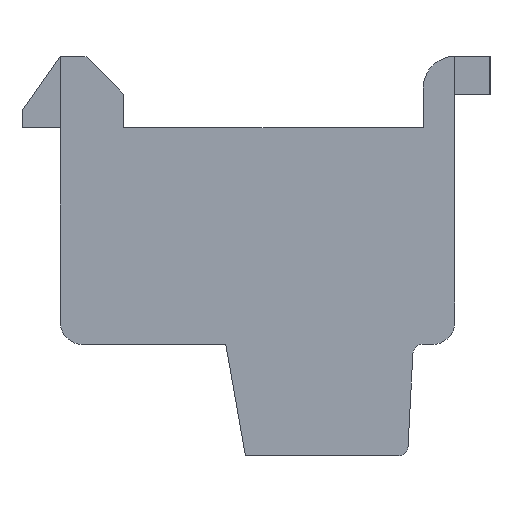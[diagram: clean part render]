
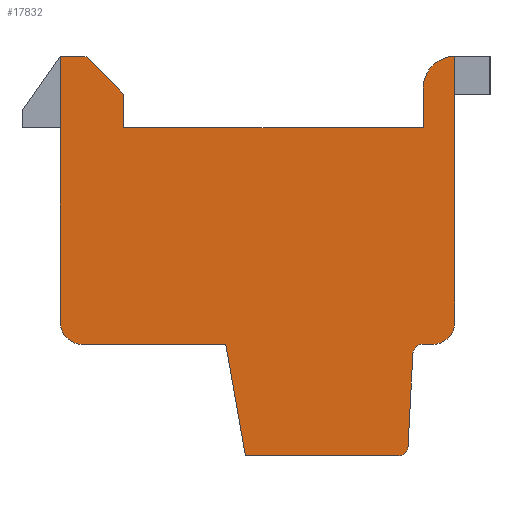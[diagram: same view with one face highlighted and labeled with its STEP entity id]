
A CAD part, left-side view. The second image highlights one B-rep face of the part: STEP entity #17832.
In plain terms, the highlighted planar face has unit normal (-1, 0, 0).
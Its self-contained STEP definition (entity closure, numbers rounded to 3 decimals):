
#1=CARTESIAN_POINT('',(0.,-5.55,-2.075));
#2=DIRECTION('',(1.,0.,0.));
#3=DIRECTION('',(0.,-1.,0.));
#4=AXIS2_PLACEMENT_3D('',#1,#2,#3);
#6=DIRECTION('',(0.,1.,0.));
#7=VECTOR('',#6,0.323);
#8=CARTESIAN_POINT('',(0.,-5.55,-2.775));
#9=LINE('',#8,#7);
#10=CARTESIAN_POINT('',(0.,-5.227,-3.075));
#11=DIRECTION('',(-1.,0.,0.));
#12=DIRECTION('',(0.,0.,1.));
#13=AXIS2_PLACEMENT_3D('',#10,#11,#12);
#15=DIRECTION('',(0.,0.052,-0.999));
#16=VECTOR('',#15,2.904);
#17=CARTESIAN_POINT('',(0.,-4.927,-3.075));
#18=LINE('',#17,#16);
#19=CARTESIAN_POINT('',(0.,-4.475,-5.975));
#20=DIRECTION('',(1.,0.,0.));
#21=DIRECTION('',(0.,-1.,0.));
#22=AXIS2_PLACEMENT_3D('',#19,#20,#21);
#24=DIRECTION('',(0.,1.,0.));
#25=VECTOR('',#24,4.808);
#26=CARTESIAN_POINT('',(0.,-4.475,-6.275));
#27=LINE('',#26,#25);
#28=DIRECTION('',(0.,0.174,0.985));
#29=VECTOR('',#28,3.554);
#30=CARTESIAN_POINT('',(0.,0.333,-6.275));
#31=LINE('',#30,#29);
#32=DIRECTION('',(0.,1.,0.));
#33=VECTOR('',#32,4.5);
#34=CARTESIAN_POINT('',(0.,0.95,-2.775));
#35=LINE('',#34,#33);
#36=CARTESIAN_POINT('',(0.,5.45,-2.075));
#37=DIRECTION('',(1.,0.,0.));
#38=DIRECTION('',(0.,0.,-1.));
#39=AXIS2_PLACEMENT_3D('',#36,#37,#38);
#41=CARTESIAN_POINT('',(0.,6.072,6.125));
#42=DIRECTION('',(1.,0.,0.));
#43=DIRECTION('',(0.,0.521,0.854));
#44=AXIS2_PLACEMENT_3D('',#41,#42,#43);
#46=DIRECTION('',(0.,-1.,0.));
#47=VECTOR('',#46,0.66);
#48=CARTESIAN_POINT('',(0.,6.072,6.275));
#49=LINE('',#48,#47);
#50=CARTESIAN_POINT('',(0.,5.412,6.125));
#51=DIRECTION('',(1.,0.,0.));
#52=DIRECTION('',(0.,0.,1.));
#53=AXIS2_PLACEMENT_3D('',#50,#51,#52);
#55=DIRECTION('',(0.,-0.707,-0.707));
#56=VECTOR('',#55,1.573);
#57=CARTESIAN_POINT('',(0.,5.306,6.231));
#58=LINE('',#57,#56);
#59=CARTESIAN_POINT('',(0.,4.3,5.013));
#60=DIRECTION('',(1.,0.,0.));
#61=DIRECTION('',(0.,-0.707,0.707));
#62=AXIS2_PLACEMENT_3D('',#59,#60,#61);
#64=DIRECTION('',(0.,0.,-1.));
#65=VECTOR('',#64,0.988);
#66=CARTESIAN_POINT('',(0.,4.15,5.013));
#67=LINE('',#66,#65);
#68=DIRECTION('',(0.,-1.,0.));
#69=VECTOR('',#68,9.4);
#70=CARTESIAN_POINT('',(0.,4.15,4.025));
#71=LINE('',#70,#69);
#72=DIRECTION('',(0.,0.,1.));
#73=VECTOR('',#72,1.25);
#74=CARTESIAN_POINT('',(0.,-5.25,4.025));
#75=LINE('',#74,#73);
#76=CARTESIAN_POINT('',(0.,-6.25,5.275));
#77=DIRECTION('',(1.,0.,0.));
#78=DIRECTION('',(0.,1.,0.));
#79=AXIS2_PLACEMENT_3D('',#76,#77,#78);
#433=DIRECTION('',(0.,0.,1.));
#434=VECTOR('',#433,8.35);
#435=CARTESIAN_POINT('',(0.,-6.25,-2.075));
#436=LINE('',#435,#434);
#8197=DIRECTION('',(0.,0.,-1.));
#8198=VECTOR('',#8197,8.328);
#8199=CARTESIAN_POINT('',(0.,6.15,6.253));
#8200=LINE('',#8199,#8198);
#13553=CARTESIAN_POINT('',(0.,6.072,6.275));
#13554=CARTESIAN_POINT('',(0.,5.412,6.275));
#13555=VERTEX_POINT('',#13553);
#13556=VERTEX_POINT('',#13554);
#13557=CARTESIAN_POINT('',(0.,5.306,6.231));
#13558=VERTEX_POINT('',#13557);
#13559=CARTESIAN_POINT('',(0.,4.194,5.119));
#13560=VERTEX_POINT('',#13559);
#13561=CARTESIAN_POINT('',(0.,4.15,5.013));
#13562=VERTEX_POINT('',#13561);
#13563=CARTESIAN_POINT('',(0.,4.15,4.025));
#13564=VERTEX_POINT('',#13563);
#13565=CARTESIAN_POINT('',(0.,-5.25,4.025));
#13566=VERTEX_POINT('',#13565);
#13567=CARTESIAN_POINT('',(0.,-5.25,5.275));
#13568=VERTEX_POINT('',#13567);
#13569=CARTESIAN_POINT('',(0.,-6.25,-2.075));
#13570=CARTESIAN_POINT('',(0.,-5.55,-2.775));
#13571=VERTEX_POINT('',#13569);
#13572=VERTEX_POINT('',#13570);
#13573=CARTESIAN_POINT('',(0.,-5.227,-2.775));
#13574=VERTEX_POINT('',#13573);
#13575=CARTESIAN_POINT('',(0.,-4.927,-3.075));
#13576=VERTEX_POINT('',#13575);
#13577=CARTESIAN_POINT('',(0.,-4.775,-5.975));
#13578=VERTEX_POINT('',#13577);
#13579=CARTESIAN_POINT('',(0.,-4.475,-6.275));
#13580=VERTEX_POINT('',#13579);
#13581=CARTESIAN_POINT('',(0.,0.333,-6.275));
#13582=VERTEX_POINT('',#13581);
#13583=CARTESIAN_POINT('',(0.,0.95,-2.775));
#13584=VERTEX_POINT('',#13583);
#13585=CARTESIAN_POINT('',(0.,5.45,-2.775));
#13586=VERTEX_POINT('',#13585);
#13587=CARTESIAN_POINT('',(0.,6.15,-2.075));
#13588=VERTEX_POINT('',#13587);
#14573=CARTESIAN_POINT('',(0.,6.15,6.253));
#14574=VERTEX_POINT('',#14573);
#14577=CARTESIAN_POINT('',(0.,-6.25,6.275));
#14578=VERTEX_POINT('',#14577);
#17785=CARTESIAN_POINT('',(0.,0.,0.));
#17786=DIRECTION('',(1.,0.,0.));
#17787=DIRECTION('',(0.,-1.,0.));
#17788=AXIS2_PLACEMENT_3D('',#17785,#17786,#17787);
#17789=PLANE('',#17788);
#17791=ORIENTED_EDGE('',*,*,#17790,.F.);
#17793=ORIENTED_EDGE('',*,*,#17792,.T.);
#17795=ORIENTED_EDGE('',*,*,#17794,.T.);
#17797=ORIENTED_EDGE('',*,*,#17796,.T.);
#17799=ORIENTED_EDGE('',*,*,#17798,.T.);
#17801=ORIENTED_EDGE('',*,*,#17800,.T.);
#17803=ORIENTED_EDGE('',*,*,#17802,.T.);
#17805=ORIENTED_EDGE('',*,*,#17804,.T.);
#17807=ORIENTED_EDGE('',*,*,#17806,.T.);
#17809=ORIENTED_EDGE('',*,*,#17808,.T.);
#17811=ORIENTED_EDGE('',*,*,#17810,.F.);
#17813=ORIENTED_EDGE('',*,*,#17812,.T.);
#17815=ORIENTED_EDGE('',*,*,#17814,.T.);
#17817=ORIENTED_EDGE('',*,*,#17816,.T.);
#17819=ORIENTED_EDGE('',*,*,#17818,.T.);
#17821=ORIENTED_EDGE('',*,*,#17820,.T.);
#17823=ORIENTED_EDGE('',*,*,#17822,.T.);
#17825=ORIENTED_EDGE('',*,*,#17824,.T.);
#17827=ORIENTED_EDGE('',*,*,#17826,.T.);
#17829=ORIENTED_EDGE('',*,*,#17828,.T.);
#17830=EDGE_LOOP('',(#17791,#17793,#17795,#17797,#17799,#17801,#17803,#17805,
#17807,#17809,#17811,#17813,#17815,#17817,#17819,#17821,#17823,#17825,#17827,
#17829));
#17831=FACE_OUTER_BOUND('',#17830,.F.);
#17832=ADVANCED_FACE('',(#17831),#17789,.F.);
#5=CIRCLE('',#4,0.7);
#14=CIRCLE('',#13,0.3);
#23=CIRCLE('',#22,0.3);
#40=CIRCLE('',#39,0.7);
#45=CIRCLE('',#44,0.15);
#54=CIRCLE('',#53,0.15);
#63=CIRCLE('',#62,0.15);
#80=CIRCLE('',#79,1.);
#17790=EDGE_CURVE('',#13571,#14578,#436,.T.);
#17792=EDGE_CURVE('',#13571,#13572,#5,.T.);
#17794=EDGE_CURVE('',#13572,#13574,#9,.T.);
#17796=EDGE_CURVE('',#13574,#13576,#14,.T.);
#17798=EDGE_CURVE('',#13576,#13578,#18,.T.);
#17800=EDGE_CURVE('',#13578,#13580,#23,.T.);
#17802=EDGE_CURVE('',#13580,#13582,#27,.T.);
#17804=EDGE_CURVE('',#13582,#13584,#31,.T.);
#17806=EDGE_CURVE('',#13584,#13586,#35,.T.);
#17808=EDGE_CURVE('',#13586,#13588,#40,.T.);
#17810=EDGE_CURVE('',#14574,#13588,#8200,.T.);
#17812=EDGE_CURVE('',#14574,#13555,#45,.T.);
#17814=EDGE_CURVE('',#13555,#13556,#49,.T.);
#17816=EDGE_CURVE('',#13556,#13558,#54,.T.);
#17818=EDGE_CURVE('',#13558,#13560,#58,.T.);
#17820=EDGE_CURVE('',#13560,#13562,#63,.T.);
#17822=EDGE_CURVE('',#13562,#13564,#67,.T.);
#17824=EDGE_CURVE('',#13564,#13566,#71,.T.);
#17826=EDGE_CURVE('',#13566,#13568,#75,.T.);
#17828=EDGE_CURVE('',#13568,#14578,#80,.T.);
